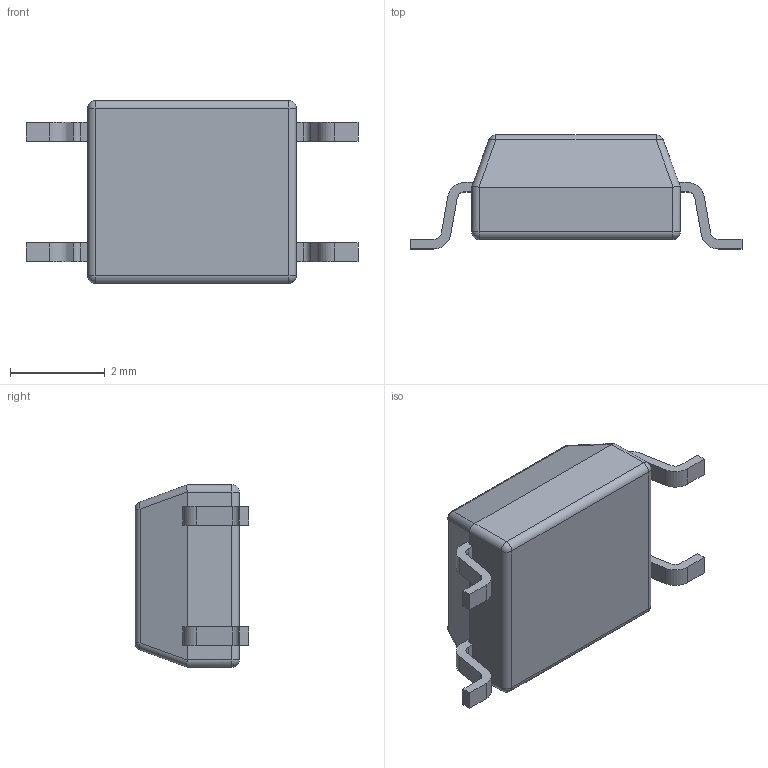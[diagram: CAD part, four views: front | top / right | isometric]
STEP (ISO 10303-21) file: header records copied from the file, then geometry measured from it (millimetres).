
FILE_DESCRIPTION (( 'STEP AP214' ), '1' );
FILE_NAME ('LTV-356T.STEP', '2023-03-15T12:53:49', ( '' ), ( '' ), 'SwSTEP 2.0', 'SolidWorks 2017', '' );
FILE_SCHEMA (( 'AUTOMOTIVE_DESIGN' ));
Length unit declared in the file: millimetre
Products named in the file (1): LTV-356T
Bounding box: 7 x 2.4 x 3.85 mm (x, y, z)
Volume: 34.4 mm3; surface area: 72.9 mm2
Topology: 6 solids, 6 shells, 101 faces, 248 edges, 152 vertices
Faces by surface type: plane 57, cylinder 36, sphere 8
Entity records: 2965 total; most frequent: CARTESIAN_POINT 530, DIRECTION 496, ORIENTED_EDGE 480, EDGE_CURVE 240, AXIS2_PLACEMENT_3D 166, LINE 164, VECTOR 164, VERTEX_POINT 152
